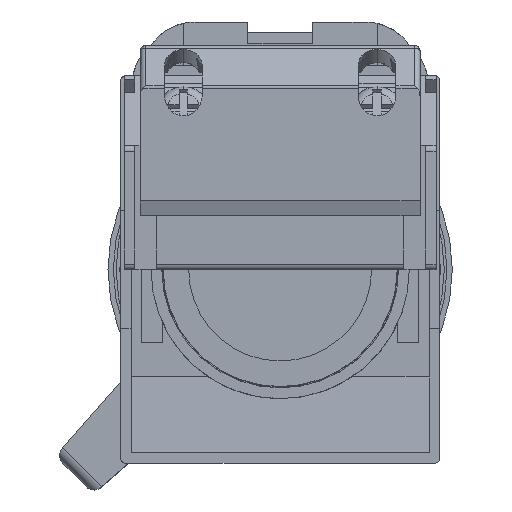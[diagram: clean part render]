
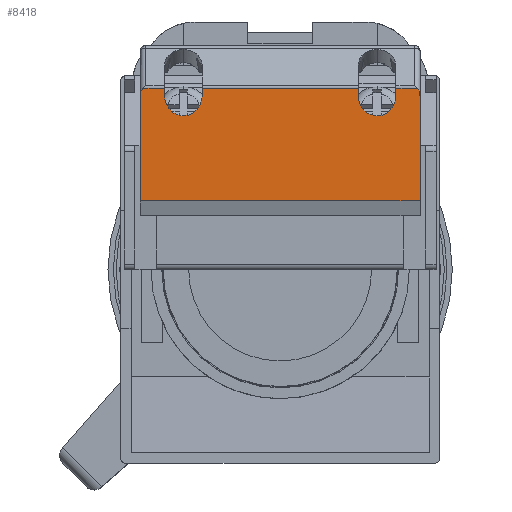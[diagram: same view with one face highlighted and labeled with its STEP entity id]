
A CAD part, front view. The second image highlights one B-rep face of the part: STEP entity #8418.
In plain terms, the highlighted planar face has unit normal (0, -1, 0).
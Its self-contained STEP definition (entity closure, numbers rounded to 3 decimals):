
#59 = CARTESIAN_POINT ( 'NONE',  ( -10.75, -41.5, 16.185 ) ) ;
#131 = EDGE_CURVE ( 'NONE', #8815, #1168, #9632, .T. ) ;
#211 = CARTESIAN_POINT ( 'NONE',  ( -10.75, -41.5, 16.185 ) ) ;
#286 =( BOUNDED_CURVE ( )  B_SPLINE_CURVE ( 3, ( #3339, #5860, #8407, #3368 ),
 .UNSPECIFIED., .F., .F. ) 
 B_SPLINE_CURVE_WITH_KNOTS ( ( 4, 4 ),
 ( 4.712, 7.854 ),
 .UNSPECIFIED. ) 
 CURVE ( )  GEOMETRIC_REPRESENTATION_ITEM ( )  RATIONAL_B_SPLINE_CURVE ( ( 1., 0.333, 0.333, 1. ) ) 
 REPRESENTATION_ITEM ( '' )  );
#340 = VERTEX_POINT ( 'NONE', #6833 ) ;
#433 = LINE ( 'NONE', #5091, #2385 ) ;
#459 = DIRECTION ( 'NONE',  ( -1., 0., 0. ) ) ;
#493 = CARTESIAN_POINT ( 'NONE',  ( 13., -41.5, 16.039 ) ) ;
#813 = EDGE_CURVE ( 'NONE', #340, #8956, #9184, .T. ) ;
#820 = CARTESIAN_POINT ( 'NONE',  ( 13., -41.5, 16.86 ) ) ;
#838 = VECTOR ( 'NONE', #1598, 1000. ) ;
#877 = LINE ( 'NONE', #5482, #5070 ) ;
#1004 = ORIENTED_EDGE ( 'NONE', *, *, #5662, .F. ) ;
#1034 = EDGE_CURVE ( 'NONE', #6563, #1730, #10010, .T. ) ;
#1150 = CARTESIAN_POINT ( 'NONE',  ( -10.75, -41.5, 16.86 ) ) ;
#1155 = VECTOR ( 'NONE', #9145, 1000. ) ;
#1168 = VERTEX_POINT ( 'NONE', #8500 ) ;
#1233 = CARTESIAN_POINT ( 'NONE',  ( 13., -41.5, 16.382 ) ) ;
#1263 = CARTESIAN_POINT ( 'NONE',  ( -12.76, -41.5, 16.86 ) ) ;
#1396 = CARTESIAN_POINT ( 'NONE',  ( -12.76, -41.5, 16.86 ) ) ;
#1598 = DIRECTION ( 'NONE',  ( 0., 0., -1. ) ) ;
#1661 = LINE ( 'NONE', #820, #8072 ) ;
#1694 = VECTOR ( 'NONE', #2625, 1000. ) ;
#1711 = DIRECTION ( 'NONE',  ( 0., 0., -1. ) ) ;
#1730 = VERTEX_POINT ( 'NONE', #3080 ) ;
#1739 = CARTESIAN_POINT ( 'NONE',  ( -7.25, -41.5, 16.185 ) ) ;
#1785 = CARTESIAN_POINT ( 'NONE',  ( -7.25, -41.5, 6.374 ) ) ;
#2053 = CARTESIAN_POINT ( 'NONE',  ( 12.76, -41.5, 16.86 ) ) ;
#2376 = CARTESIAN_POINT ( 'NONE',  ( -13., -41.5, 16.039 ) ) ;
#2385 = VECTOR ( 'NONE', #1711, 1000. ) ;
#2411 = CARTESIAN_POINT ( 'NONE',  ( 13., -41.5, 6.374 ) ) ;
#2625 = DIRECTION ( 'NONE',  ( 0., 0., 1. ) ) ;
#2697 = DIRECTION ( 'NONE',  ( 0., 0., 1. ) ) ;
#2761 = CARTESIAN_POINT ( 'NONE',  ( 13., -41.5, 6.374 ) ) ;
#2766 = VECTOR ( 'NONE', #4143, 1000. ) ;
#2882 = VERTEX_POINT ( 'NONE', #1150 ) ;
#2946 = CARTESIAN_POINT ( 'NONE',  ( 10.75, -41.5, 16.185 ) ) ;
#3021 =( BOUNDED_CURVE ( )  B_SPLINE_CURVE ( 3, ( #1263, #3721, #3757, #9642 ),
 .UNSPECIFIED., .F., .F. ) 
 B_SPLINE_CURVE_WITH_KNOTS ( ( 4, 4 ),
 ( 3.689, 4.712 ),
 .UNSPECIFIED. ) 
 CURVE ( )  GEOMETRIC_REPRESENTATION_ITEM ( )  RATIONAL_B_SPLINE_CURVE ( ( 1., 0.915, 0.915, 1. ) ) 
 REPRESENTATION_ITEM ( '' )  );
#3065 = CARTESIAN_POINT ( 'NONE',  ( 13., -41.5, 16.86 ) ) ;
#3079 = EDGE_CURVE ( 'NONE', #1168, #4100, #9792, .T. ) ;
#3080 = CARTESIAN_POINT ( 'NONE',  ( -13., -41.5, 6.374 ) ) ;
#3098 = DIRECTION ( 'NONE',  ( -1., 0., 0. ) ) ;
#3193 = VERTEX_POINT ( 'NONE', #2411 ) ;
#3339 = CARTESIAN_POINT ( 'NONE',  ( 7.25, -41.5, 16.185 ) ) ;
#3368 = CARTESIAN_POINT ( 'NONE',  ( 10.75, -41.5, 16.185 ) ) ;
#3623 = ORIENTED_EDGE ( 'NONE', *, *, #8059, .F. ) ;
#3651 = VECTOR ( 'NONE', #2697, 1000. ) ;
#3716 = CARTESIAN_POINT ( 'NONE',  ( -7.25, -41.5, 16.185 ) ) ;
#3721 = CARTESIAN_POINT ( 'NONE',  ( -12.913, -41.5, 16.681 ) ) ;
#3735 = EDGE_CURVE ( 'NONE', #340, #4322, #1661, .T. ) ;
#3757 = CARTESIAN_POINT ( 'NONE',  ( -13., -41.5, 16.382 ) ) ;
#3794 = ORIENTED_EDGE ( 'NONE', *, *, #6707, .F. ) ;
#3796 = AXIS2_PLACEMENT_3D ( 'NONE', #9672, #4664, #10532 ) ;
#3915 = LINE ( 'NONE', #1785, #1694 ) ;
#4006 = VERTEX_POINT ( 'NONE', #3716 ) ;
#4100 = VERTEX_POINT ( 'NONE', #4324 ) ;
#4143 = DIRECTION ( 'NONE',  ( 0., 0., -1. ) ) ;
#4210 = ORIENTED_EDGE ( 'NONE', *, *, #1034, .T. ) ;
#4243 = ORIENTED_EDGE ( 'NONE', *, *, #5116, .F. ) ;
#4314 = EDGE_CURVE ( 'NONE', #2882, #8487, #877, .T. ) ;
#4322 = VERTEX_POINT ( 'NONE', #4634 ) ;
#4324 = CARTESIAN_POINT ( 'NONE',  ( 10.75, -41.5, 16.86 ) ) ;
#4349 = CARTESIAN_POINT ( 'NONE',  ( 10.75, -41.5, 6.374 ) ) ;
#4585 = ORIENTED_EDGE ( 'NONE', *, *, #9742, .F. ) ;
#4634 = CARTESIAN_POINT ( 'NONE',  ( -7.25, -41.5, 16.86 ) ) ;
#4664 = DIRECTION ( 'NONE',  ( 0., 1., 0. ) ) ;
#5007 = CARTESIAN_POINT ( 'NONE',  ( 7.25, -41.5, 6.374 ) ) ;
#5057 = CARTESIAN_POINT ( 'NONE',  ( -10.75, -41.5, 12.377 ) ) ;
#5070 = VECTOR ( 'NONE', #459, 1000. ) ;
#5091 = CARTESIAN_POINT ( 'NONE',  ( -10.75, -41.5, 6.374 ) ) ;
#5116 = EDGE_CURVE ( 'NONE', #3193, #1730, #10702, .T. ) ;
#5229 = ORIENTED_EDGE ( 'NONE', *, *, #3735, .T. ) ;
#5343 = VECTOR ( 'NONE', #3098, 1000. ) ;
#5392 = EDGE_LOOP ( 'NONE', ( #5567, #5229, #3794, #1004, #4585, #6841, #6351, #4210, #4243, #3623, #5436, #5961, #9971, #7009 ) ) ;
#5436 = ORIENTED_EDGE ( 'NONE', *, *, #131, .T. ) ;
#5482 = CARTESIAN_POINT ( 'NONE',  ( 13., -41.5, 16.86 ) ) ;
#5567 = ORIENTED_EDGE ( 'NONE', *, *, #813, .F. ) ;
#5662 = EDGE_CURVE ( 'NONE', #10449, #4006, #9353, .T. ) ;
#5860 = CARTESIAN_POINT ( 'NONE',  ( 7.25, -41.5, 12.377 ) ) ;
#5961 = ORIENTED_EDGE ( 'NONE', *, *, #3079, .T. ) ;
#6130 = LINE ( 'NONE', #10878, #1155 ) ;
#6221 = VECTOR ( 'NONE', #8656, 1000. ) ;
#6351 = ORIENTED_EDGE ( 'NONE', *, *, #8391, .T. ) ;
#6504 = CARTESIAN_POINT ( 'NONE',  ( 7.25, -41.5, 16.185 ) ) ;
#6563 = VERTEX_POINT ( 'NONE', #2376 ) ;
#6657 = CARTESIAN_POINT ( 'NONE',  ( -13., -41.5, 6.374 ) ) ;
#6668 = DIRECTION ( 'NONE',  ( -1., 0., 0. ) ) ;
#6707 = EDGE_CURVE ( 'NONE', #4006, #4322, #3915, .T. ) ;
#6763 = EDGE_CURVE ( 'NONE', #9987, #4100, #10365, .T. ) ;
#6768 = CARTESIAN_POINT ( 'NONE',  ( -7.25, -41.5, 12.377 ) ) ;
#6833 = CARTESIAN_POINT ( 'NONE',  ( 7.25, -41.5, 16.86 ) ) ;
#6841 = ORIENTED_EDGE ( 'NONE', *, *, #4314, .T. ) ;
#7009 = ORIENTED_EDGE ( 'NONE', *, *, #9715, .F. ) ;
#7080 = CARTESIAN_POINT ( 'NONE',  ( 13., -41.5, 16.039 ) ) ;
#8059 = EDGE_CURVE ( 'NONE', #8815, #3193, #6130, .T. ) ;
#8072 = VECTOR ( 'NONE', #6668, 1000. ) ;
#8391 = EDGE_CURVE ( 'NONE', #8487, #6563, #3021, .T. ) ;
#8407 = CARTESIAN_POINT ( 'NONE',  ( 10.75, -41.5, 12.377 ) ) ;
#8418 = ADVANCED_FACE ( 'NONE', ( #8862 ), #8773, .F. ) ;
#8487 = VERTEX_POINT ( 'NONE', #1396 ) ;
#8500 = CARTESIAN_POINT ( 'NONE',  ( 12.76, -41.5, 16.86 ) ) ;
#8656 = DIRECTION ( 'NONE',  ( -1., 0., 0. ) ) ;
#8773 = PLANE ( 'NONE',  #3796 ) ;
#8815 = VERTEX_POINT ( 'NONE', #493 ) ;
#8862 = FACE_OUTER_BOUND ( 'NONE', #5392, .T. ) ;
#8956 = VERTEX_POINT ( 'NONE', #6504 ) ;
#9145 = DIRECTION ( 'NONE',  ( 0., 0., -1. ) ) ;
#9184 = LINE ( 'NONE', #5007, #2766 ) ;
#9353 =( BOUNDED_CURVE ( )  B_SPLINE_CURVE ( 3, ( #59, #5057, #6768, #1739 ),
 .UNSPECIFIED., .F., .F. ) 
 B_SPLINE_CURVE_WITH_KNOTS ( ( 4, 4 ),
 ( 4.712, 7.854 ),
 .UNSPECIFIED. ) 
 CURVE ( )  GEOMETRIC_REPRESENTATION_ITEM ( )  RATIONAL_B_SPLINE_CURVE ( ( 1., 0.333, 0.333, 1. ) ) 
 REPRESENTATION_ITEM ( '' )  );
#9573 = CARTESIAN_POINT ( 'NONE',  ( 12.913, -41.5, 16.681 ) ) ;
#9632 =( BOUNDED_CURVE ( )  B_SPLINE_CURVE ( 3, ( #7080, #1233, #9573, #2053 ),
 .UNSPECIFIED., .F., .F. ) 
 B_SPLINE_CURVE_WITH_KNOTS ( ( 4, 4 ),
 ( 4.712, 5.736 ),
 .UNSPECIFIED. ) 
 CURVE ( )  GEOMETRIC_REPRESENTATION_ITEM ( )  RATIONAL_B_SPLINE_CURVE ( ( 1., 0.915, 0.915, 1. ) ) 
 REPRESENTATION_ITEM ( '' )  );
#9642 = CARTESIAN_POINT ( 'NONE',  ( -13., -41.5, 16.039 ) ) ;
#9672 = CARTESIAN_POINT ( 'NONE',  ( 13., -41.5, 6.374 ) ) ;
#9715 = EDGE_CURVE ( 'NONE', #8956, #9987, #286, .T. ) ;
#9742 = EDGE_CURVE ( 'NONE', #2882, #10449, #433, .T. ) ;
#9792 = LINE ( 'NONE', #3065, #5343 ) ;
#9971 = ORIENTED_EDGE ( 'NONE', *, *, #6763, .F. ) ;
#9987 = VERTEX_POINT ( 'NONE', #2946 ) ;
#10010 = LINE ( 'NONE', #6657, #838 ) ;
#10365 = LINE ( 'NONE', #4349, #3651 ) ;
#10449 = VERTEX_POINT ( 'NONE', #211 ) ;
#10532 = DIRECTION ( 'NONE',  ( 0., 0., 1. ) ) ;
#10702 = LINE ( 'NONE', #2761, #6221 ) ;
#10878 = CARTESIAN_POINT ( 'NONE',  ( 13., -41.5, 6.374 ) ) ;
